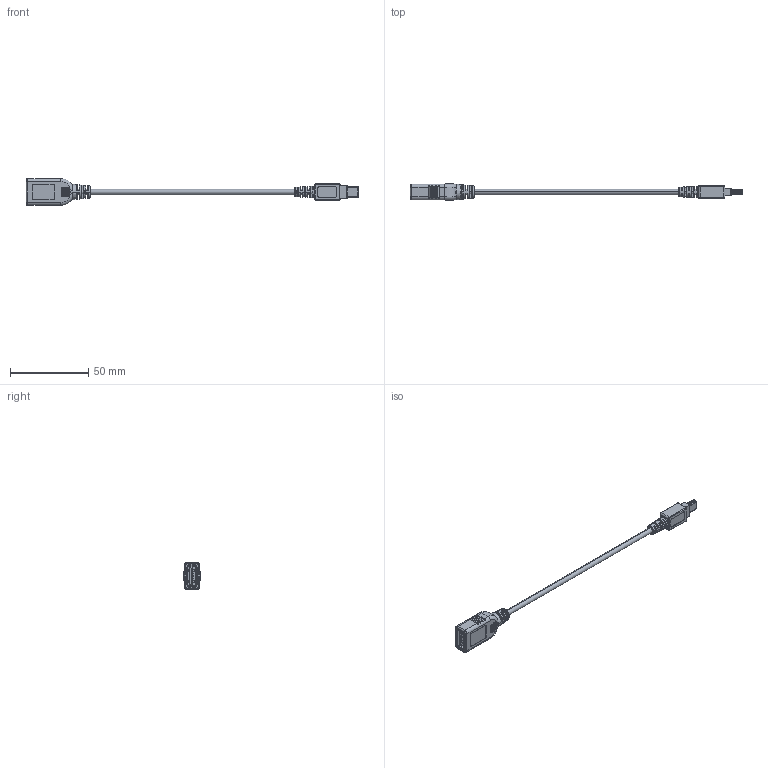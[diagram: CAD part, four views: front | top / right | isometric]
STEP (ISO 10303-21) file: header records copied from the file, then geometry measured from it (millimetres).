
FILE_DESCRIPTION (( 'STEP AP203' ), '1' );
FILE_NAME ('10-00770_revA2.STEP', '2018-11-02T22:16:31', ( '' ), ( '' ), 'SwSTEP 2.0', 'SolidWorks 2015', '' );
FILE_SCHEMA (( 'CONFIG_CONTROL_DESIGN' ));
Length unit declared in the file: millimetre
Products named in the file (11): 24-00025; 50-00424; 50-00424 shell; 30-00099_blunt cut; 10-00770_revA2; 50-00433 insulator; 50-00930; 50-00930 outside insulator; 50-00433 shell; 50-00424 insulator; 24-00058_connector cutout
Assembly tree (10 placements, depth 3):
  10-00770_revA2
    30-00099_blunt cut
    24-00058_connector cutout
    24-00025
    50-00930
      50-00433 insulator
      50-00433 shell
      50-00930 outside insulator
    50-00424
      50-00424 insulator
      50-00424 shell
Bounding box: 211.76 x 11 x 17.1 mm (x, y, z)
Volume: 8304.1 mm3; surface area: 19366.4 mm2
Topology: 60 solids, 60 shells, 1353 faces, 3282 edges, 2071 vertices
Faces by surface type: plane 561, cylinder 431, bspline 227, torus 108, cone 26
Entity records: 46882 total; most frequent: CARTESIAN_POINT 15518, ORIENTED_EDGE 6564, DIRECTION 5820, EDGE_CURVE 3282, AXIS2_PLACEMENT_3D 2128, VERTEX_POINT 2071, LINE 1564, VECTOR 1564
